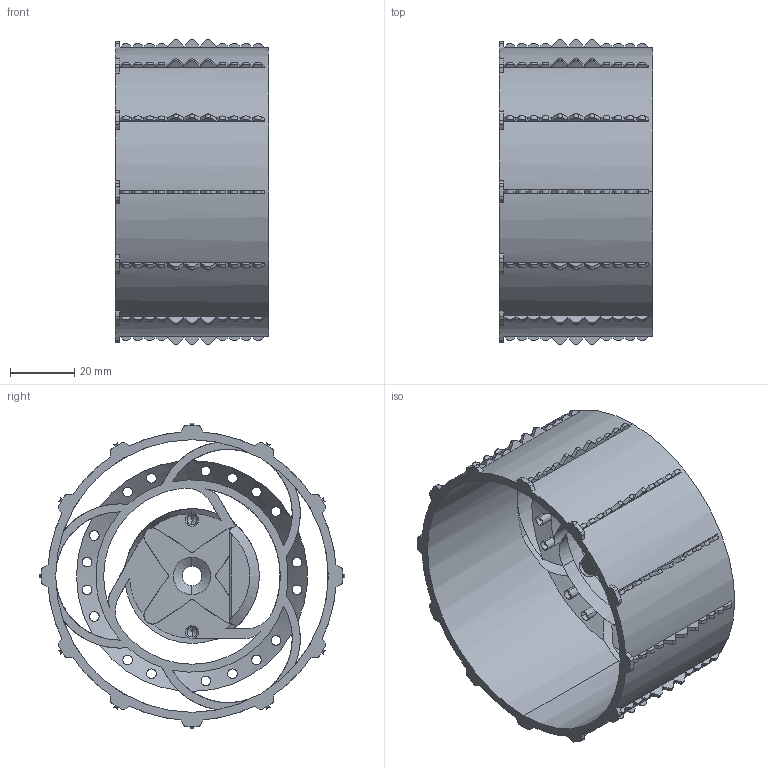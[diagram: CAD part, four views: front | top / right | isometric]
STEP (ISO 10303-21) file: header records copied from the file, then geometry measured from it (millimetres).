
FILE_DESCRIPTION (( 'STEP AP203' ), '1' );
FILE_NAME ('P30_Wheel_Default.step', '2020-03-09T09:47:34', ( '' ), ( '' ), 'SwSTEP 2.0', 'SolidWorks 2018', '' );
FILE_SCHEMA (( 'CONFIG_CONTROL_DESIGN' ));
Length unit declared in the file: millimetre
Products named in the file (1): P30_Wheel_Default
Bounding box: 48 x 95.16 x 95.16 mm (x, y, z)
Volume: 55854.8 mm3; surface area: 42841.5 mm2
Topology: 1 solids, 1 shells, 629 faces, 1893 edges, 1260 vertices
Faces by surface type: cone 288, torus 132, cylinder 128, plane 73, bspline 8
Entity records: 23249 total; most frequent: CARTESIAN_POINT 5303, DIRECTION 4001, ORIENTED_EDGE 3778, EDGE_CURVE 1889, AXIS2_PLACEMENT_3D 1575, VERTEX_POINT 1260, CIRCLE 953, LINE 851
